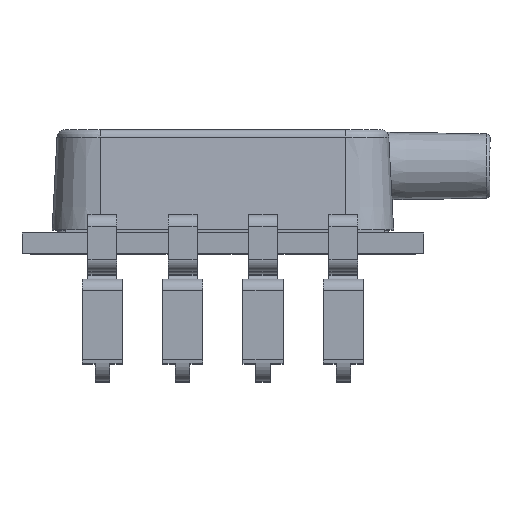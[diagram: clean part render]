
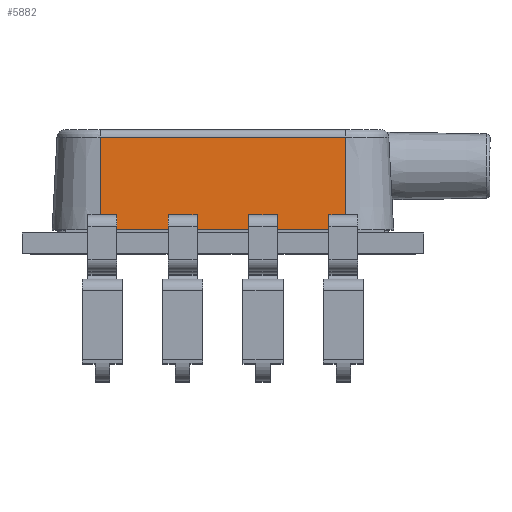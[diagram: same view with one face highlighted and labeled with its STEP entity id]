
A CAD part, top view. The second image highlights one B-rep face of the part: STEP entity #5882.
In plain terms, the highlighted face is planar.
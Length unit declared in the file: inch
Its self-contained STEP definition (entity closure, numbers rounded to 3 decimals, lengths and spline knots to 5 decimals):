
#847 = CARTESIAN_POINT ( 'NONE',  ( 0.17917, 0.23945, 0.11927 ) ) ;
#932 = CARTESIAN_POINT ( 'NONE',  ( -0.12617, 0.23945, 0.11927 ) ) ;
#958 = CARTESIAN_POINT ( 'NONE',  ( -0.12624, 0.2455, 0.00375 ) ) ;
#971 = CARTESIAN_POINT ( 'NONE',  ( 0.17924, 0.2455, 0.00375 ) ) ;
#1396 = EDGE_CURVE ( 'NONE', #12158, #12137, #3005, .T. ) ;
#1692 = AXIS2_PLACEMENT_3D ( 'NONE', #5462, #5436, #5439 ) ;
#2180 = CARTESIAN_POINT ( 'NONE',  ( -0.12621, 0.24247, 0.0615 ) ) ;
#2184 = DIRECTION ( 'NONE',  ( -0.001, 0.052, -0.999 ) ) ;
#2201 = DIRECTION ( 'NONE',  ( -1., 0., 0. ) ) ;
#2203 = CARTESIAN_POINT ( 'NONE',  ( 0.0265, 0.23945, 0.11927 ) ) ;
#3005 = LINE ( 'NONE', #6719, #3006 ) ;
#3006 = VECTOR ( 'NONE', #6714, 39.37008 ) ;
#5435 = PLANE ( 'NONE',  #1692 ) ;
#5436 = DIRECTION ( 'NONE',  ( 0., 0.999, 0.052 ) ) ;
#5439 = DIRECTION ( 'NONE',  ( -1., 0., 0. ) ) ;
#5462 = CARTESIAN_POINT ( 'NONE',  ( 0.17924, 0.2455, 0.00375 ) ) ;
#5882 = ADVANCED_FACE ( 'NONE', ( #9537 ), #5435, .T. ) ;
#6714 = DIRECTION ( 'NONE',  ( -1., 0., 0. ) ) ;
#6719 = CARTESIAN_POINT ( 'NONE',  ( 0.0265, 0.2455, 0.00375 ) ) ;
#6924 = LINE ( 'NONE', #2203, #6926 ) ;
#6925 = LINE ( 'NONE', #2180, #6929 ) ;
#6926 = VECTOR ( 'NONE', #2201, 39.37008 ) ;
#6929 = VECTOR ( 'NONE', #2184, 39.37008 ) ;
#6946 = LINE ( 'NONE', #12523, #6947 ) ;
#6947 = VECTOR ( 'NONE', #12525, 39.37008 ) ;
#7857 = EDGE_CURVE ( 'NONE', #12158, #12042, #6946, .T. ) ;
#7862 = EDGE_CURVE ( 'NONE', #12124, #12137, #6925, .T. ) ;
#7868 = EDGE_CURVE ( 'NONE', #12042, #12124, #6924, .T. ) ;
#9537 = FACE_OUTER_BOUND ( 'NONE', #10191, .T. ) ;
#10121 = ORIENTED_EDGE ( 'NONE', *, *, #1396, .T. ) ;
#10126 = ORIENTED_EDGE ( 'NONE', *, *, #7857, .F. ) ;
#10127 = ORIENTED_EDGE ( 'NONE', *, *, #7862, .F. ) ;
#10146 = ORIENTED_EDGE ( 'NONE', *, *, #7868, .F. ) ;
#10191 = EDGE_LOOP ( 'NONE', ( #10146, #10126, #10121, #10127 ) ) ;
#12042 = VERTEX_POINT ( 'NONE', #847 ) ;
#12124 = VERTEX_POINT ( 'NONE', #932 ) ;
#12137 = VERTEX_POINT ( 'NONE', #958 ) ;
#12158 = VERTEX_POINT ( 'NONE', #971 ) ;
#12523 = CARTESIAN_POINT ( 'NONE',  ( 0.17921, 0.24247, 0.0615 ) ) ;
#12525 = DIRECTION ( 'NONE',  ( -0.001, -0.052, 0.999 ) ) ;
